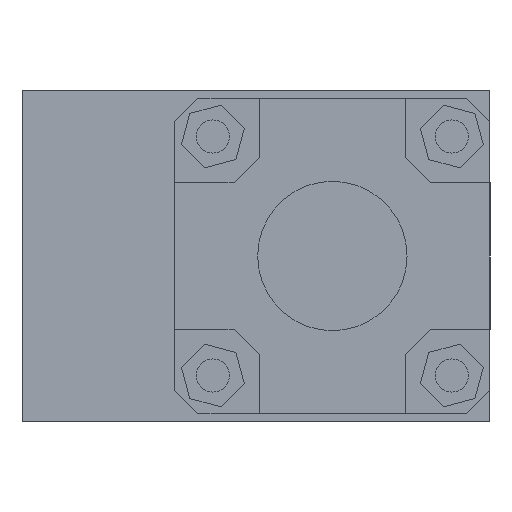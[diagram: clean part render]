
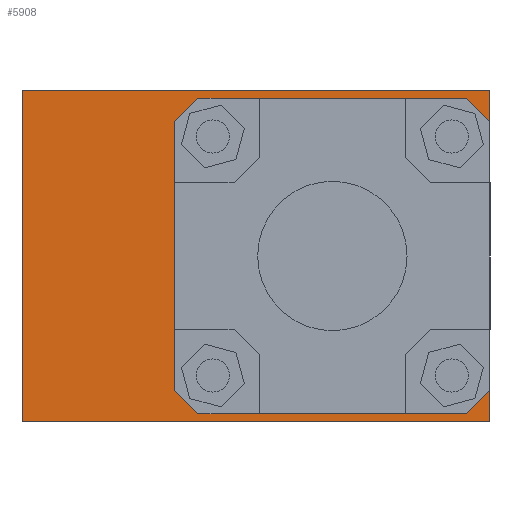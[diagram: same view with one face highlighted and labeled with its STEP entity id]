
A CAD part, left-side view. The second image highlights one B-rep face of the part: STEP entity #5908.
In plain terms, the highlighted planar face has unit normal (-1, 0, 0).
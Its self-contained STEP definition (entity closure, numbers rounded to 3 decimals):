
#122=LINE('',#7686,#600);
#125=LINE('',#7692,#603);
#128=LINE('',#7698,#606);
#131=LINE('',#7704,#609);
#134=LINE('',#7710,#612);
#137=LINE('',#7716,#615);
#140=LINE('',#7722,#618);
#144=LINE('',#7731,#622);
#147=LINE('',#7737,#625);
#150=LINE('',#7743,#628);
#153=LINE('',#7749,#631);
#156=LINE('',#7755,#634);
#159=LINE('',#7760,#637);
#162=LINE('',#7766,#640);
#165=LINE('',#7773,#643);
#168=LINE('',#7779,#646);
#171=LINE('',#7785,#649);
#174=LINE('',#7791,#652);
#177=LINE('',#7797,#655);
#180=LINE('',#7802,#658);
#183=LINE('',#7808,#661);
#186=LINE('',#7815,#664);
#189=LINE('',#7821,#667);
#192=LINE('',#7827,#670);
#195=LINE('',#7833,#673);
#198=LINE('',#7839,#676);
#201=LINE('',#7844,#679);
#203=LINE('',#7847,#681);
#488=LINE('',#8489,#966);
#490=LINE('',#8493,#968);
#491=LINE('',#8496,#969);
#492=LINE('',#8497,#970);
#600=VECTOR('',#6582,1000.);
#603=VECTOR('',#6587,1000.);
#606=VECTOR('',#6592,1000.);
#609=VECTOR('',#6597,1000.);
#612=VECTOR('',#6602,1000.);
#615=VECTOR('',#6607,1000.);
#618=VECTOR('',#6612,1000.);
#622=VECTOR('',#6618,1000.);
#625=VECTOR('',#6623,1000.);
#628=VECTOR('',#6628,1000.);
#631=VECTOR('',#6633,1000.);
#634=VECTOR('',#6638,1000.);
#637=VECTOR('',#6643,1000.);
#640=VECTOR('',#6648,1000.);
#643=VECTOR('',#6653,1000.);
#646=VECTOR('',#6658,1000.);
#649=VECTOR('',#6663,1000.);
#652=VECTOR('',#6668,1000.);
#655=VECTOR('',#6673,1000.);
#658=VECTOR('',#6678,1000.);
#661=VECTOR('',#6683,1000.);
#664=VECTOR('',#6688,1000.);
#667=VECTOR('',#6693,1000.);
#670=VECTOR('',#6698,1000.);
#673=VECTOR('',#6703,1000.);
#676=VECTOR('',#6708,1000.);
#679=VECTOR('',#6713,1000.);
#681=VECTOR('',#6717,1000.);
#966=VECTOR('',#7302,1000.);
#968=VECTOR('',#7306,1000.);
#969=VECTOR('',#7307,1000.);
#970=VECTOR('',#7308,1000.);
#1157=PLANE('',#6221);
#2211=ORIENTED_EDGE('',*,*,#2834,.T.);
#2212=ORIENTED_EDGE('',*,*,#2835,.F.);
#2213=ORIENTED_EDGE('',*,*,#2832,.T.);
#2214=ORIENTED_EDGE('',*,*,#2836,.F.);
#2215=ORIENTED_EDGE('',*,*,#2510,.T.);
#2216=ORIENTED_EDGE('',*,*,#2527,.T.);
#2217=ORIENTED_EDGE('',*,*,#2464,.T.);
#2218=ORIENTED_EDGE('',*,*,#2461,.T.);
#2219=ORIENTED_EDGE('',*,*,#2458,.T.);
#2220=ORIENTED_EDGE('',*,*,#2455,.T.);
#2221=ORIENTED_EDGE('',*,*,#2452,.T.);
#2222=ORIENTED_EDGE('',*,*,#2449,.T.);
#2223=ORIENTED_EDGE('',*,*,#2446,.T.);
#2224=ORIENTED_EDGE('',*,*,#2483,.T.);
#2225=ORIENTED_EDGE('',*,*,#2480,.T.);
#2226=ORIENTED_EDGE('',*,*,#2477,.T.);
#2227=ORIENTED_EDGE('',*,*,#2474,.T.);
#2228=ORIENTED_EDGE('',*,*,#2471,.T.);
#2229=ORIENTED_EDGE('',*,*,#2468,.T.);
#2230=ORIENTED_EDGE('',*,*,#2486,.T.);
#2231=ORIENTED_EDGE('',*,*,#2504,.T.);
#2232=ORIENTED_EDGE('',*,*,#2501,.T.);
#2233=ORIENTED_EDGE('',*,*,#2498,.T.);
#2234=ORIENTED_EDGE('',*,*,#2495,.T.);
#2235=ORIENTED_EDGE('',*,*,#2492,.T.);
#2236=ORIENTED_EDGE('',*,*,#2489,.T.);
#2237=ORIENTED_EDGE('',*,*,#2507,.T.);
#2238=ORIENTED_EDGE('',*,*,#2525,.T.);
#2239=ORIENTED_EDGE('',*,*,#2522,.T.);
#2240=ORIENTED_EDGE('',*,*,#2519,.T.);
#2241=ORIENTED_EDGE('',*,*,#2516,.T.);
#2242=ORIENTED_EDGE('',*,*,#2513,.T.);
#2446=EDGE_CURVE('',#2977,#2976,#122,.T.);
#2449=EDGE_CURVE('',#2979,#2977,#125,.T.);
#2452=EDGE_CURVE('',#2981,#2979,#128,.T.);
#2455=EDGE_CURVE('',#2983,#2981,#131,.T.);
#2458=EDGE_CURVE('',#2985,#2983,#134,.T.);
#2461=EDGE_CURVE('',#2987,#2985,#137,.T.);
#2464=EDGE_CURVE('',#2989,#2987,#140,.T.);
#2468=EDGE_CURVE('',#2993,#2992,#144,.T.);
#2471=EDGE_CURVE('',#2995,#2993,#147,.T.);
#2474=EDGE_CURVE('',#2997,#2995,#150,.T.);
#2477=EDGE_CURVE('',#2999,#2997,#153,.T.);
#2480=EDGE_CURVE('',#3001,#2999,#156,.T.);
#2483=EDGE_CURVE('',#2976,#3001,#159,.T.);
#2486=EDGE_CURVE('',#2992,#3003,#162,.T.);
#2489=EDGE_CURVE('',#3007,#3006,#165,.T.);
#2492=EDGE_CURVE('',#3009,#3007,#168,.T.);
#2495=EDGE_CURVE('',#3011,#3009,#171,.T.);
#2498=EDGE_CURVE('',#3013,#3011,#174,.T.);
#2501=EDGE_CURVE('',#3015,#3013,#177,.T.);
#2504=EDGE_CURVE('',#3003,#3015,#180,.T.);
#2507=EDGE_CURVE('',#3006,#3017,#183,.T.);
#2510=EDGE_CURVE('',#3021,#3020,#186,.T.);
#2513=EDGE_CURVE('',#3023,#3021,#189,.T.);
#2516=EDGE_CURVE('',#3025,#3023,#192,.T.);
#2519=EDGE_CURVE('',#3027,#3025,#195,.T.);
#2522=EDGE_CURVE('',#3029,#3027,#198,.T.);
#2525=EDGE_CURVE('',#3017,#3029,#201,.T.);
#2527=EDGE_CURVE('',#3020,#2989,#203,.T.);
#2832=EDGE_CURVE('',#3237,#3236,#488,.T.);
#2834=EDGE_CURVE('',#3238,#3239,#490,.T.);
#2835=EDGE_CURVE('',#3237,#3239,#491,.T.);
#2836=EDGE_CURVE('',#3238,#3236,#492,.T.);
#2976=VERTEX_POINT('',#7685);
#2977=VERTEX_POINT('',#7687);
#2979=VERTEX_POINT('',#7693);
#2981=VERTEX_POINT('',#7699);
#2983=VERTEX_POINT('',#7705);
#2985=VERTEX_POINT('',#7711);
#2987=VERTEX_POINT('',#7717);
#2989=VERTEX_POINT('',#7723);
#2992=VERTEX_POINT('',#7730);
#2993=VERTEX_POINT('',#7732);
#2995=VERTEX_POINT('',#7738);
#2997=VERTEX_POINT('',#7744);
#2999=VERTEX_POINT('',#7750);
#3001=VERTEX_POINT('',#7756);
#3003=VERTEX_POINT('',#7765);
#3006=VERTEX_POINT('',#7772);
#3007=VERTEX_POINT('',#7774);
#3009=VERTEX_POINT('',#7780);
#3011=VERTEX_POINT('',#7786);
#3013=VERTEX_POINT('',#7792);
#3015=VERTEX_POINT('',#7798);
#3017=VERTEX_POINT('',#7807);
#3020=VERTEX_POINT('',#7814);
#3021=VERTEX_POINT('',#7816);
#3023=VERTEX_POINT('',#7822);
#3025=VERTEX_POINT('',#7828);
#3027=VERTEX_POINT('',#7834);
#3029=VERTEX_POINT('',#7840);
#3236=VERTEX_POINT('',#8488);
#3237=VERTEX_POINT('',#8490);
#3238=VERTEX_POINT('',#8494);
#3239=VERTEX_POINT('',#8495);
#3614=EDGE_LOOP('',(#2211,#2212,#2213,#2214));
#3615=EDGE_LOOP('',(#2215,#2216,#2217,#2218,#2219,#2220,#2221,#2222,#2223,
#2224,#2225,#2226,#2227,#2228,#2229,#2230,#2231,#2232,#2233,#2234,#2235,
#2236,#2237,#2238,#2239,#2240,#2241,#2242));
#3948=FACE_BOUND('',#3614,.T.);
#3949=FACE_BOUND('',#3615,.T.);
#5908=ADVANCED_FACE('',(#3948,#3949),#1157,.T.);
#6221=AXIS2_PLACEMENT_3D('',#8492,#7304,#7305);
#6582=DIRECTION('',(0.,-0.966,0.259));
#6587=DIRECTION('',(0.,-0.707,-0.707));
#6592=DIRECTION('',(0.,-1.,0.));
#6597=DIRECTION('',(0.,-0.707,0.707));
#6602=DIRECTION('',(0.,0.,1.));
#6607=DIRECTION('',(0.,0.707,0.707));
#6612=DIRECTION('',(0.,-0.259,0.966));
#6618=DIRECTION('',(0.,0.707,-0.707));
#6623=DIRECTION('',(0.,0.,-1.));
#6628=DIRECTION('',(0.,-0.707,-0.707));
#6633=DIRECTION('',(0.,-1.,0.));
#6638=DIRECTION('',(0.,-0.707,0.707));
#6643=DIRECTION('',(0.,-0.966,-0.259));
#6648=DIRECTION('',(0.,-0.259,-0.966));
#6653=DIRECTION('',(0.,0.707,0.707));
#6658=DIRECTION('',(0.,1.,0.));
#6663=DIRECTION('',(0.,0.707,-0.707));
#6668=DIRECTION('',(0.,0.,-1.));
#6673=DIRECTION('',(0.,-0.707,-0.707));
#6678=DIRECTION('',(0.,0.259,-0.966));
#6683=DIRECTION('',(0.,0.966,-0.259));
#6688=DIRECTION('',(0.,-0.707,0.707));
#6693=DIRECTION('',(0.,0.,1.));
#6698=DIRECTION('',(0.,0.707,0.707));
#6703=DIRECTION('',(0.,1.,0.));
#6708=DIRECTION('',(0.,0.707,-0.707));
#6713=DIRECTION('',(0.,0.966,0.259));
#6717=DIRECTION('',(0.,0.259,0.966));
#7302=DIRECTION('',(0.,-1.,0.));
#7304=DIRECTION('',(-1.,0.,0.));
#7305=DIRECTION('',(0.,0.,1.));
#7306=DIRECTION('',(0.,1.,0.));
#7307=DIRECTION('',(0.,0.,1.));
#7308=DIRECTION('',(0.,0.,-1.));
#7685=CARTESIAN_POINT('',(-50.,0.,44.517));
#7686=CARTESIAN_POINT('',(-50.,-16.594,48.963));
#7687=CARTESIAN_POINT('',(-50.,25.071,37.799));
#7692=CARTESIAN_POINT('',(-50.,-2.521,10.207));
#7693=CARTESIAN_POINT('',(-50.,32.472,45.2));
#7698=CARTESIAN_POINT('',(-50.,-7.514,45.2));
#7699=CARTESIAN_POINT('',(-50.,39.2,45.2));
#7704=CARTESIAN_POINT('',(-50.,28.825,55.575));
#7705=CARTESIAN_POINT('',(-50.,45.2,39.2));
#7710=CARTESIAN_POINT('',(-50.,45.2,19.6));
#7711=CARTESIAN_POINT('',(-50.,45.2,32.472));
#7716=CARTESIAN_POINT('',(-50.,13.907,1.179));
#7717=CARTESIAN_POINT('',(-50.,37.799,25.071));
#7722=CARTESIAN_POINT('',(-50.,38.076,24.038));
#7723=CARTESIAN_POINT('',(-50.,44.517,0.));
#7730=CARTESIAN_POINT('',(-50.,-37.799,25.071));
#7731=CARTESIAN_POINT('',(-50.,-33.957,21.229));
#7732=CARTESIAN_POINT('',(-50.,-45.2,32.472));
#7737=CARTESIAN_POINT('',(-50.,-45.2,16.236));
#7738=CARTESIAN_POINT('',(-50.,-45.2,39.2));
#7743=CARTESIAN_POINT('',(-50.,-55.575,28.825));
#7744=CARTESIAN_POINT('',(-50.,-39.2,45.2));
#7749=CARTESIAN_POINT('',(-50.,-43.35,45.2));
#7750=CARTESIAN_POINT('',(-50.,-32.472,45.2));
#7755=CARTESIAN_POINT('',(-50.,-24.929,37.657));
#7756=CARTESIAN_POINT('',(-50.,-25.071,37.799));
#7760=CARTESIAN_POINT('',(-50.,-40.259,33.729));
#7765=CARTESIAN_POINT('',(-50.,-44.517,0.));
#7766=CARTESIAN_POINT('',(-50.,-44.617,-0.373));
#7772=CARTESIAN_POINT('',(-50.,-25.071,-37.799));
#7773=CARTESIAN_POINT('',(-50.,-21.229,-33.957));
#7774=CARTESIAN_POINT('',(-50.,-32.472,-45.2));
#7779=CARTESIAN_POINT('',(-50.,-39.986,-45.2));
#7780=CARTESIAN_POINT('',(-50.,-39.2,-45.2));
#7785=CARTESIAN_POINT('',(-50.,-52.575,-31.825));
#7786=CARTESIAN_POINT('',(-50.,-45.2,-39.2));
#7791=CARTESIAN_POINT('',(-50.,-45.2,-19.6));
#7792=CARTESIAN_POINT('',(-50.,-45.2,-32.472));
#7797=CARTESIAN_POINT('',(-50.,-37.657,-24.929));
#7798=CARTESIAN_POINT('',(-50.,-37.799,-25.071));
#7802=CARTESIAN_POINT('',(-50.,-41.258,-12.163));
#7807=CARTESIAN_POINT('',(-50.,0.,-44.517));
#7808=CARTESIAN_POINT('',(-50.,-27.724,-37.088));
#7814=CARTESIAN_POINT('',(-50.,37.799,-25.071));
#7815=CARTESIAN_POINT('',(-50.,10.207,2.521));
#7816=CARTESIAN_POINT('',(-50.,45.2,-32.472));
#7821=CARTESIAN_POINT('',(-50.,45.2,-16.236));
#7822=CARTESIAN_POINT('',(-50.,45.2,-39.2));
#7827=CARTESIAN_POINT('',(-50.,31.825,-52.575));
#7828=CARTESIAN_POINT('',(-50.,39.2,-45.2));
#7833=CARTESIAN_POINT('',(-50.,-4.15,-45.2));
#7834=CARTESIAN_POINT('',(-50.,32.472,-45.2));
#7839=CARTESIAN_POINT('',(-50.,1.179,-13.907));
#7840=CARTESIAN_POINT('',(-50.,25.071,-37.799));
#7844=CARTESIAN_POINT('',(-50.,-4.059,-45.604));
#7847=CARTESIAN_POINT('',(-50.,41.435,-11.502));
#8488=CARTESIAN_POINT('',(-50.,-47.5,-50.));
#8489=CARTESIAN_POINT('',(-50.,93.5,-50.));
#8490=CARTESIAN_POINT('',(-50.,93.5,-50.));
#8492=CARTESIAN_POINT('',(-50.,-47.5,0.));
#8493=CARTESIAN_POINT('',(-50.,93.5,50.));
#8494=CARTESIAN_POINT('',(-50.,-47.5,50.));
#8495=CARTESIAN_POINT('',(-50.,93.5,50.));
#8496=CARTESIAN_POINT('',(-50.,93.5,0.));
#8497=CARTESIAN_POINT('',(-50.,-47.5,0.));
